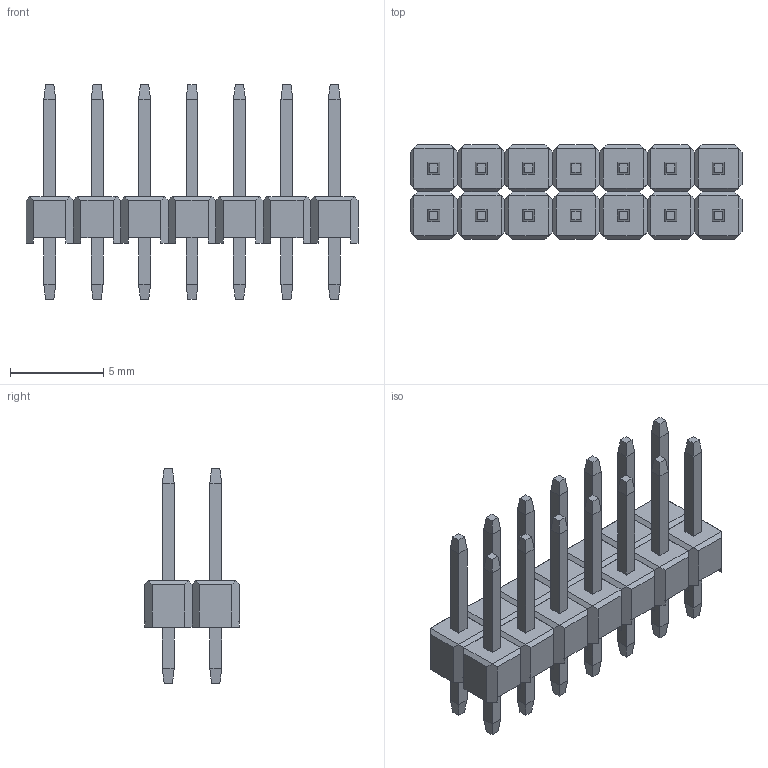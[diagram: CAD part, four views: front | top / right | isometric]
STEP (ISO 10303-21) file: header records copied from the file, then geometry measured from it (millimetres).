
FILE_DESCRIPTION (( 'STEP AP214' ), '1' );
FILE_NAME ('HDR2.54 2x7P.STEP', '2022-03-30T07:39:54', ( '' ), ( '' ), 'SwSTEP 2.0', 'SolidWorks 2021', '' );
FILE_SCHEMA (( 'AUTOMOTIVE_DESIGN' ));
Length unit declared in the file: millimetre
Products named in the file (2): HDR2.54 2x7P; HDR-S-A 2.54
Assembly tree (14 placements, depth 2):
  HDR2.54 2x7P
    HDR-S-A 2.54  x14
Bounding box: 17.78 x 5.08 x 11.5 mm (x, y, z)
Volume: 244.7 mm3; surface area: 806.2 mm2
Topology: 14 solids, 14 shells, 504 faces, 1120 edges, 672 vertices
Faces by surface type: plane 504
Entity records: 1324 total; most frequent: DIRECTION 186, CARTESIAN_POINT 181, ORIENTED_EDGE 160, VECTOR 80, EDGE_CURVE 80, LINE 80, AXIS2_PLACEMENT_3D 53, VERTEX_POINT 48
